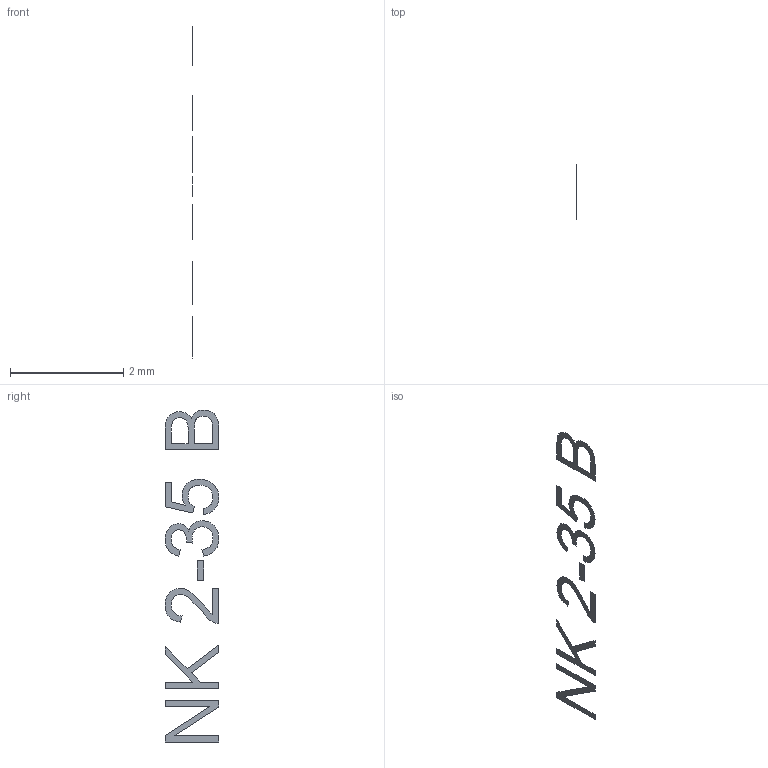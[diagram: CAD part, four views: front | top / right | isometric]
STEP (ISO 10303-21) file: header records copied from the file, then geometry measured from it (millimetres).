
FILE_DESCRIPTION(('FreeCAD Model'),'2;1');
FILE_NAME('NK 2-35 B.step', '2020-04-19T20:43:25',('Author'),(''), 'Open CASCADE STEP processor 6.8','FreeCAD','Unknown');
FILE_SCHEMA(('AUTOMOTIVE_DESIGN_CC2 { 1 2 10303 214 -1 1 5 4 }'));
Length unit declared in the file: millimetre
Products named in the file (2): ASSEMBLY; Product_Name
Assembly tree (1 placements, depth 2):
  ASSEMBLY
    Product_Name
Bounding box: 0 x 0.95 x 5.87 mm (x, y, z)
Surface area: 1.6 mm2 (no closed solid volume)
Topology: 0 solids, 7 shells, 7 faces, 133 edges, 133 vertices
Faces by surface type: plane 7
Entity records: 2168 total; most frequent: CARTESIAN_POINT 744, B_SPLINE_CURVE_WITH_KNOTS 168, ORIENTED_EDGE 133, EDGE_CURVE 133, VERTEX_POINT 133, SURFACE_CURVE 133, PCURVE 133, DEFINITIONAL_REPRESENTATION 133
